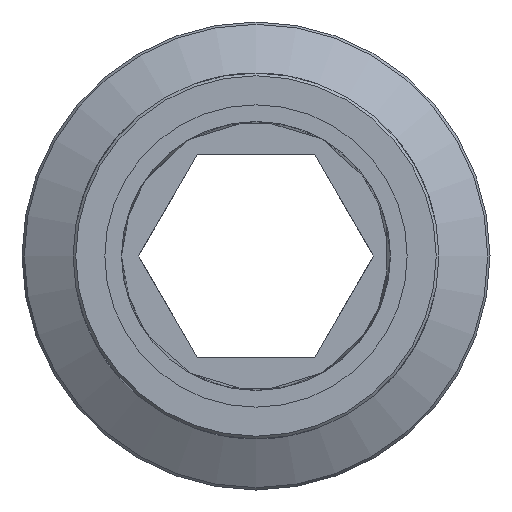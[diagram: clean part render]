
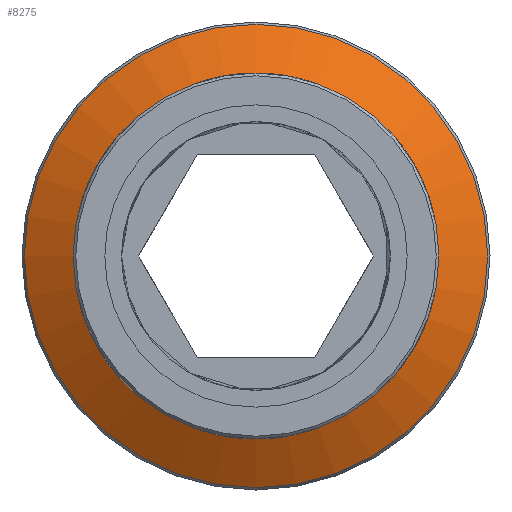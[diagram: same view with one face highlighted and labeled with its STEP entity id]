
A CAD part, left-side view. The second image highlights one B-rep face of the part: STEP entity #8275.
In plain terms, the highlighted conical face has half-angle 59.351 degrees and reference radius 9.842 mm.
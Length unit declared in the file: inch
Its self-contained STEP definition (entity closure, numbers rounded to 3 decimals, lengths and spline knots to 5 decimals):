
#7906=CARTESIAN_POINT('',(0.78661,0.34,0.0));
#7907=VERTEX_POINT('',#7906);
#7908=CARTESIAN_POINT('',(0.78661,0.,0.0));
#7909=DIRECTION('',(1.0,0.0,0.0));
#7910=DIRECTION('',(0.0,1.0,0.0));
#7911=AXIS2_PLACEMENT_3D('',#7908,#7909,#7910);
#7912=CIRCLE('',#7911,0.34);
#7913=EDGE_CURVE('',#7907,#7907,#7912,.T.);
#8221=CARTESIAN_POINT('',(0.84035,0.4307,0.));
#8222=VERTEX_POINT('',#8221);
#8223=CARTESIAN_POINT('',(0.84035,0.,0.));
#8224=DIRECTION('',(1.0,0.0,0.0));
#8225=DIRECTION('',(0.0,-1.0,0.0));
#8226=AXIS2_PLACEMENT_3D('',#8223,#8224,#8225);
#8227=CIRCLE('',#8226,0.4307);
#8228=EDGE_CURVE('',#8222,#8222,#8227,.T.);
#8264=CARTESIAN_POINT('',(0.81476,0.,0.0));
#8265=DIRECTION('',(1.0,0.,0.0));
#8266=DIRECTION('',(0.0,1.0,0.0));
#8267=AXIS2_PLACEMENT_3D('',#8264,#8265,#8266);
#8268=CONICAL_SURFACE('',#8267,0.3875,59.351);
#8269=ORIENTED_EDGE('',*,*,#7913,.T.);
#8270=EDGE_LOOP('',(#8269));
#8271=FACE_OUTER_BOUND('',#8270,.T.);
#8272=ORIENTED_EDGE('',*,*,#8228,.F.);
#8273=EDGE_LOOP('',(#8272));
#8274=FACE_BOUND('',#8273,.T.);
#8275=ADVANCED_FACE('',(#8271,#8274),#8268,.T.);
